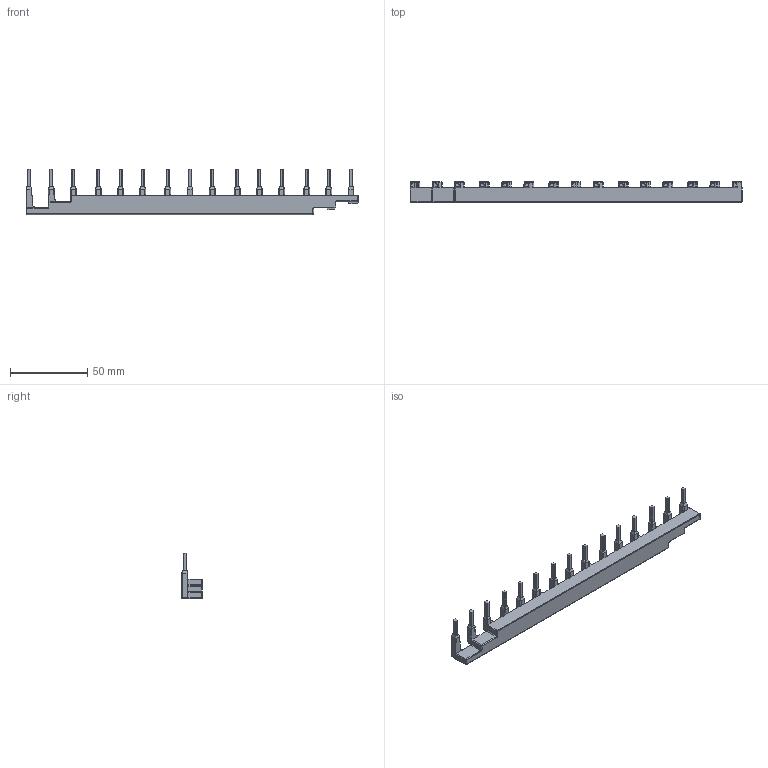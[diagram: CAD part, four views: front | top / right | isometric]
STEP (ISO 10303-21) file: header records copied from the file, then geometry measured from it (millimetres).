
FILE_DESCRIPTION((''),'2;1');
FILE_NAME('PRT0002','2021-08-17T14:43:53',('PKLande'),('Rockwell Automation'),'CREO PARAMETRIC BY PTC INC, 2020281','CREO PARAMETRIC BY PTC INC, 2020281','');
FILE_SCHEMA(('CONFIG_CONTROL_DESIGN'));
Length unit declared in the file: millimetre
Products named in the file (1): PRT0002
Bounding box: 215.2 x 13.25 x 29.2 mm (x, y, z)
Volume: 26403.5 mm3; surface area: 12897.3 mm2
Topology: 1 solids, 1 shells, 939 faces, 2349 edges, 1427 vertices
Faces by surface type: cylinder 406, plane 326, bspline 99, sphere 76, torus 22, cone 10
Entity records: 32187 total; most frequent: CARTESIAN_POINT 10744, ORIENTED_EDGE 4698, DIRECTION 4175, EDGE_CURVE 2349, AXIS2_PLACEMENT_3D 1463, VERTEX_POINT 1427, VECTOR 1249, LINE 1249
